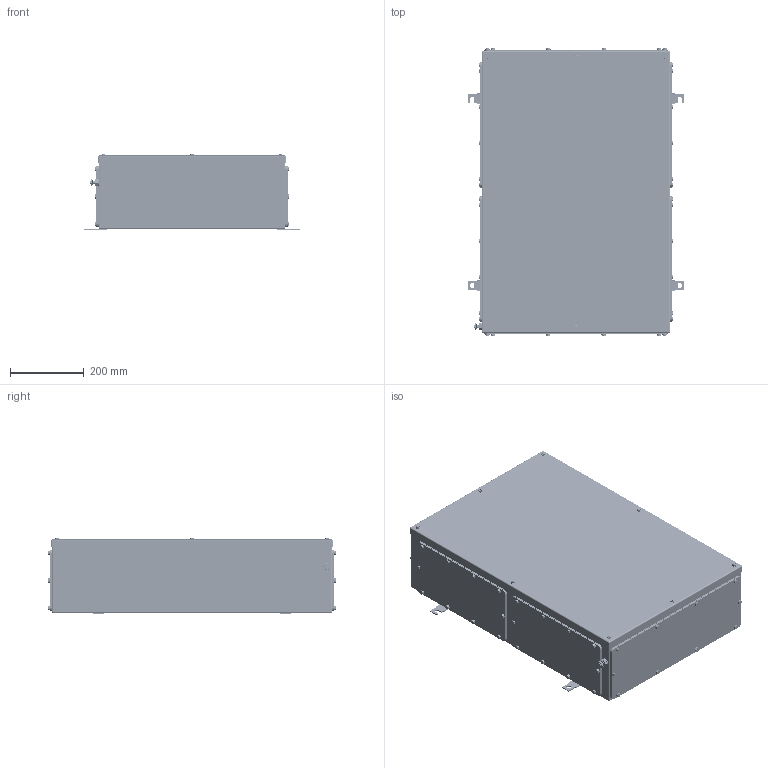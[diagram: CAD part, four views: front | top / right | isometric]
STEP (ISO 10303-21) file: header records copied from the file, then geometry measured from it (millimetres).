
FILE_DESCRIPTION(('CATIA V5 STEP Exchange','CAx-IF Rec.Pracs.--- Model Styling and Organization---1.4--- 2014-01-23'),'2;1');
FILE_NAME ('008698-4_2_1196590000_1196590000.stp','2019-09-25T09:27:47+00:00',('none'),('Weidmueller'),'CATIA Version 5-6 Release 2016 SP3 HF44','CATIA V5 STEP AP214','none');
FILE_SCHEMA(('AUTOMOTIVE_DESIGN { 1 0 10303 214 1 1 1 1 }'));
Products named in the file (1): Product7_AllCATPart
Bounding box: 589 x 784 x 208.5 mm (x, y, z)
Volume: 3447456.7 mm3; surface area: 3523268.4 mm2
Topology: 189 solids, 189 shells, 4013 faces, 9090 edges, 5647 vertices
Faces by surface type: cylinder 1808, plane 1367, cone 766, torus 56, sphere 16
Entity records: 106983 total; most frequent: CARTESIAN_POINT 23505, ORIENTED_EDGE 17840, DIRECTION 13827, EDGE_CURVE 8920, AXIS2_PLACEMENT_3D 6534, VERTEX_POINT 5647, EDGE_LOOP 4843, VECTOR 4486
